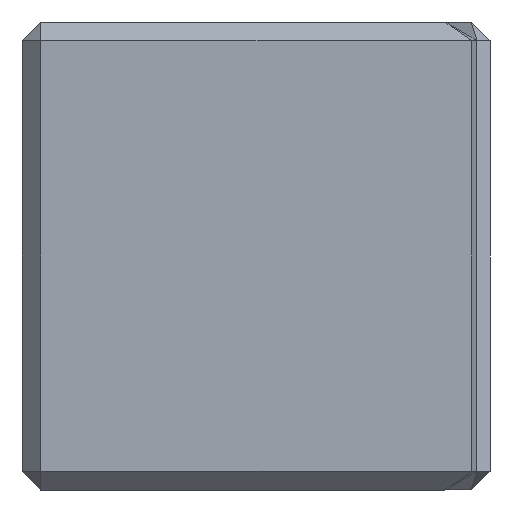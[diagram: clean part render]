
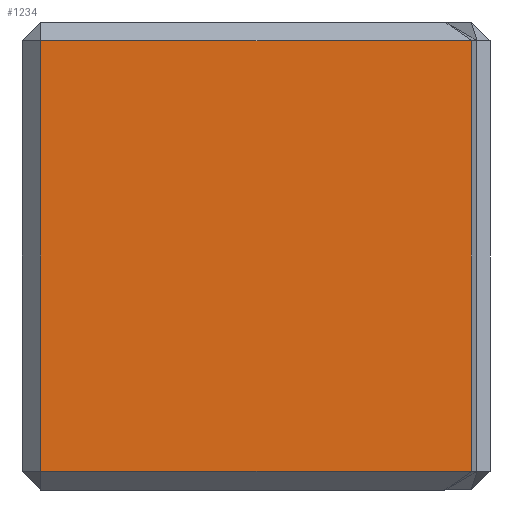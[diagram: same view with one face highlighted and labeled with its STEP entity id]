
A CAD part, front view. The second image highlights one B-rep face of the part: STEP entity #1234.
In plain terms, the highlighted planar face has unit normal (0, -1, 0).
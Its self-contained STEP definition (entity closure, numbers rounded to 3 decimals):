
#35 = DIRECTION ( 'NONE',  ( -1., 0., 0. ) ) ;
#36 = DIRECTION ( 'NONE',  ( 1., 0., 0. ) ) ;
#60 = LINE ( 'NONE', #559, #1203 ) ;
#67 = ORIENTED_EDGE ( 'NONE', *, *, #1073, .T. ) ;
#165 = LINE ( 'NONE', #1067, #886 ) ;
#191 = DIRECTION ( 'NONE',  ( 0., 0., 1. ) ) ;
#344 = CARTESIAN_POINT ( 'NONE',  ( 4.8, 0., 0.2 ) ) ;
#402 = DIRECTION ( 'NONE',  ( 0., 0., 1. ) ) ;
#533 = CARTESIAN_POINT ( 'NONE',  ( 0., 0., 4.8 ) ) ;
#550 = CARTESIAN_POINT ( 'NONE',  ( 0.2, 0., 0.2 ) ) ;
#559 = CARTESIAN_POINT ( 'NONE',  ( 0.2, 0., 5. ) ) ;
#614 = ORIENTED_EDGE ( 'NONE', *, *, #1190, .T. ) ;
#651 = CARTESIAN_POINT ( 'NONE',  ( 4.717, 0., 0.2 ) ) ;
#668 = EDGE_CURVE ( 'NONE', #1057, #1279, #682, .T. ) ;
#682 = LINE ( 'NONE', #651, #929 ) ;
#728 = EDGE_LOOP ( 'NONE', ( #915, #67, #614, #1602 ) ) ;
#781 = VECTOR ( 'NONE', #35, 1000. ) ;
#819 = CARTESIAN_POINT ( 'NONE',  ( 0.2, 0., 4.8 ) ) ;
#886 = VECTOR ( 'NONE', #402, 1000. ) ;
#915 = ORIENTED_EDGE ( 'NONE', *, *, #1374, .T. ) ;
#929 = VECTOR ( 'NONE', #36, 1000. ) ;
#951 = VERTEX_POINT ( 'NONE', #1489 ) ;
#953 = DIRECTION ( 'NONE',  ( 0., 0., -1. ) ) ;
#1057 = VERTEX_POINT ( 'NONE', #550 ) ;
#1067 = CARTESIAN_POINT ( 'NONE',  ( 4.8, 0., 5. ) ) ;
#1073 = EDGE_CURVE ( 'NONE', #951, #1222, #1511, .T. ) ;
#1190 = EDGE_CURVE ( 'NONE', #1222, #1057, #60, .T. ) ;
#1202 = CARTESIAN_POINT ( 'NONE',  ( 0., 0., 5. ) ) ;
#1203 = VECTOR ( 'NONE', #953, 1000. ) ;
#1222 = VERTEX_POINT ( 'NONE', #819 ) ;
#1234 = ADVANCED_FACE ( 'NONE', ( #1588 ), #1333, .F. ) ;
#1251 = AXIS2_PLACEMENT_3D ( 'NONE', #1202, #1316, #191 ) ;
#1279 = VERTEX_POINT ( 'NONE', #344 ) ;
#1316 = DIRECTION ( 'NONE',  ( 0., 1., 0. ) ) ;
#1333 = PLANE ( 'NONE',  #1251 ) ;
#1374 = EDGE_CURVE ( 'NONE', #1279, #951, #165, .T. ) ;
#1489 = CARTESIAN_POINT ( 'NONE',  ( 4.8, 0., 4.8 ) ) ;
#1511 = LINE ( 'NONE', #533, #781 ) ;
#1588 = FACE_OUTER_BOUND ( 'NONE', #728, .T. ) ;
#1602 = ORIENTED_EDGE ( 'NONE', *, *, #668, .T. ) ;
